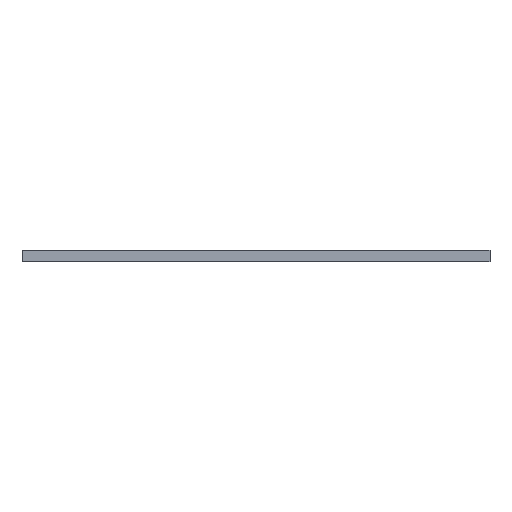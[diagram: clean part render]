
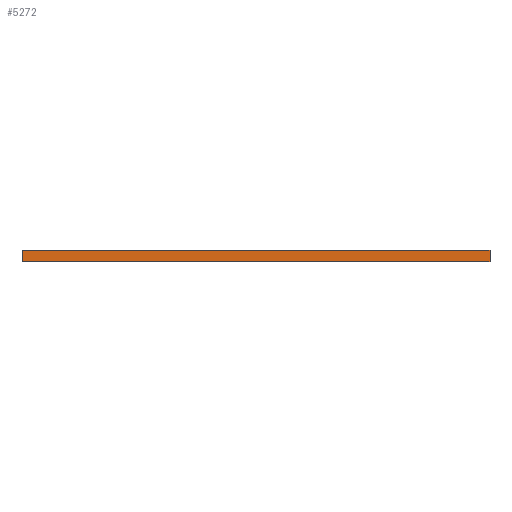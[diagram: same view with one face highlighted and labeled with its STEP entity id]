
A CAD part, left-side view. The second image highlights one B-rep face of the part: STEP entity #5272.
In plain terms, the highlighted planar face has unit normal (-1, 0, 0).
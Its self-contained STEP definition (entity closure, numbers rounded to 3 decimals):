
#120 = DIRECTION ( 'NONE',  ( 0., 0., -1. ) ) ;
#401 = DIRECTION ( 'NONE',  ( 0., -1., 0. ) ) ;
#500 = ORIENTED_EDGE ( 'NONE', *, *, #8196, .T. ) ;
#632 = LINE ( 'NONE', #8451, #2398 ) ;
#858 = LINE ( 'NONE', #3813, #7781 ) ;
#964 = VECTOR ( 'NONE', #5162, 1000. ) ;
#1052 = AXIS2_PLACEMENT_3D ( 'NONE', #5787, #8865, #5216 ) ;
#1199 = VERTEX_POINT ( 'NONE', #4552 ) ;
#1862 = CARTESIAN_POINT ( 'NONE',  ( -218., -72., 0. ) ) ;
#1870 = DIRECTION ( 'NONE',  ( 0., 0., -1. ) ) ;
#2177 = ORIENTED_EDGE ( 'NONE', *, *, #2183, .F. ) ;
#2183 = EDGE_CURVE ( 'NONE', #5056, #1199, #632, .T. ) ;
#2192 = CARTESIAN_POINT ( 'NONE',  ( -218., 0., 3. ) ) ;
#2398 = VECTOR ( 'NONE', #1870, 1000. ) ;
#2766 = VERTEX_POINT ( 'NONE', #8078 ) ;
#2871 = FACE_OUTER_BOUND ( 'NONE', #9592, .T. ) ;
#3813 = CARTESIAN_POINT ( 'NONE',  ( -218., 0., 3. ) ) ;
#4096 = EDGE_CURVE ( 'NONE', #5536, #5056, #8817, .T. ) ;
#4507 = EDGE_CURVE ( 'NONE', #5536, #2766, #858, .T. ) ;
#4552 = CARTESIAN_POINT ( 'NONE',  ( -218., -120., 0. ) ) ;
#4756 = VECTOR ( 'NONE', #401, 1000. ) ;
#5056 = VERTEX_POINT ( 'NONE', #6231 ) ;
#5162 = DIRECTION ( 'NONE',  ( 0., -1., 0. ) ) ;
#5216 = DIRECTION ( 'NONE',  ( 0., 1., 0. ) ) ;
#5272 = ADVANCED_FACE ( 'NONE', ( #2871 ), #7367, .F. ) ;
#5536 = VERTEX_POINT ( 'NONE', #7031 ) ;
#5556 = LINE ( 'NONE', #1862, #4756 ) ;
#5787 = CARTESIAN_POINT ( 'NONE',  ( -218., -72., 3. ) ) ;
#6231 = CARTESIAN_POINT ( 'NONE',  ( -218., -120., 3. ) ) ;
#6736 = ORIENTED_EDGE ( 'NONE', *, *, #4507, .T. ) ;
#7031 = CARTESIAN_POINT ( 'NONE',  ( -218., 0., 3. ) ) ;
#7261 = ORIENTED_EDGE ( 'NONE', *, *, #4096, .F. ) ;
#7367 = PLANE ( 'NONE',  #1052 ) ;
#7781 = VECTOR ( 'NONE', #120, 1000. ) ;
#8078 = CARTESIAN_POINT ( 'NONE',  ( -218., 0., 0. ) ) ;
#8196 = EDGE_CURVE ( 'NONE', #2766, #1199, #5556, .T. ) ;
#8451 = CARTESIAN_POINT ( 'NONE',  ( -218., -120., 3. ) ) ;
#8817 = LINE ( 'NONE', #2192, #964 ) ;
#8865 = DIRECTION ( 'NONE',  ( 1., 0., 0. ) ) ;
#9592 = EDGE_LOOP ( 'NONE', ( #500, #2177, #7261, #6736 ) ) ;
